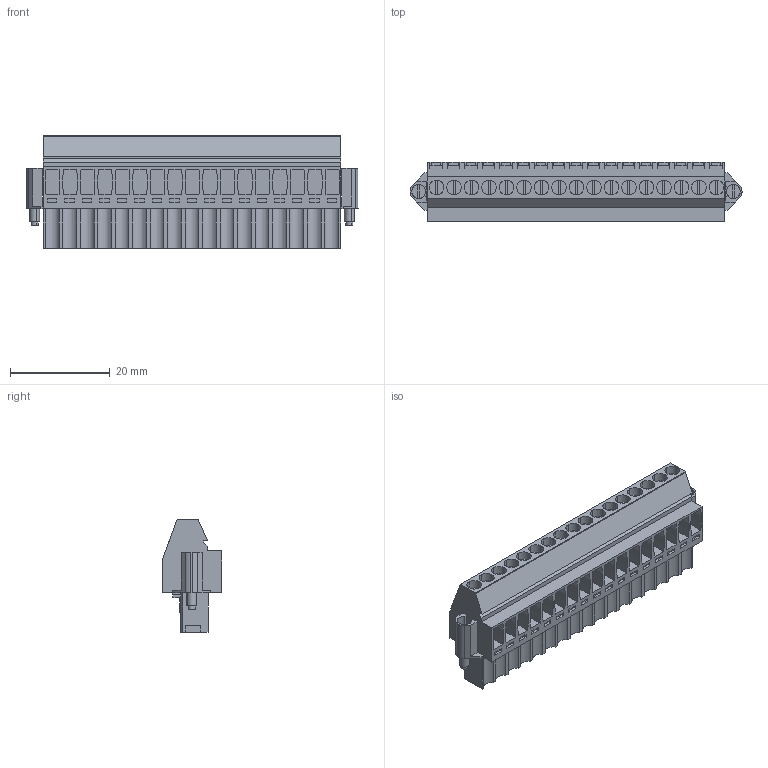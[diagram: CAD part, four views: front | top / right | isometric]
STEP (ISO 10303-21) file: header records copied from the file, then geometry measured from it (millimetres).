
FILE_DESCRIPTION(('CATIA V5 STEP Exchange','CAx-IF Rec.Pracs.--- Model Styling and Organization---1.2---2011-12-15'),'2;1');
FILE_NAME ('D1454142_0_1640080000_1640080000.stp','2017-04-20T09:14:29+00:00',('none'),('Weidmueller'),'CATIA Version 5-6 Release 2014','CATIA V5 STEP AP214','none');
FILE_SCHEMA(('AUTOMOTIVE_DESIGN { 1 0 10303 214 1 1 1 1 }'));
Length unit declared in the file: millimetre
Products named in the file (1): 1640080000
Bounding box: 66.44 x 11.83 x 22.6 mm (x, y, z)
Volume: 9189.6 mm3; surface area: 7649.7 mm2
Topology: 20 solids, 20 shells, 1071 faces, 2942 edges, 1988 vertices
Faces by surface type: plane 891, cylinder 168, extrusion 12
Entity records: 31562 total; most frequent: CARTESIAN_POINT 6101, ORIENTED_EDGE 5884, DIRECTION 4107, EDGE_CURVE 2942, VECTOR 2416, LINE 2404, VERTEX_POINT 1988, EDGE_LOOP 1152
